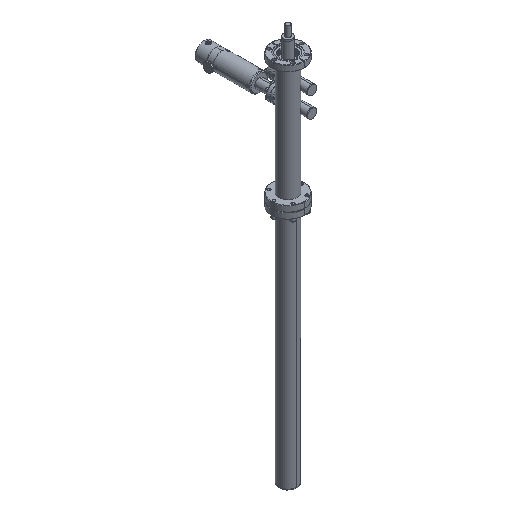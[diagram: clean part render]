
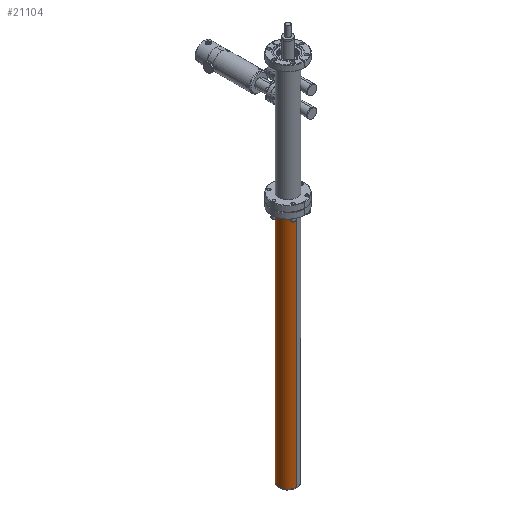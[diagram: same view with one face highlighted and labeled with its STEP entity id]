
A CAD part, isometric view. The second image highlights one B-rep face of the part: STEP entity #21104.
In plain terms, the highlighted cylindrical face has radius 19.05 mm (diameter 38.1 mm), a partial arc.
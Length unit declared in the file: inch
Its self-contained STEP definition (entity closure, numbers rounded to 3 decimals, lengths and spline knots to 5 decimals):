
#11051 = CARTESIAN_POINT ( 'NONE',  ( 0., -0.75, -25.574 ) ) ;
#11060 = CARTESIAN_POINT ( 'NONE',  ( 0., 0.75, -5.496 ) ) ;
#11072 = CARTESIAN_POINT ( 'NONE',  ( 0., 0.75, -25.574 ) ) ;
#11073 = CARTESIAN_POINT ( 'NONE',  ( 0., -0.75, -5.496 ) ) ;
#12587 = EDGE_LOOP ( 'NONE', ( #30406, #30364, #30374, #30376 ) ) ;
#15698 = EDGE_CURVE ( 'NONE', #28401, #28439, #31601, .T. ) ;
#15700 = EDGE_CURVE ( 'NONE', #28437, #28401, #31617, .T. ) ;
#15712 = EDGE_CURVE ( 'NONE', #28417, #28439, #31631, .T. ) ;
#15715 = EDGE_CURVE ( 'NONE', #28437, #28417, #31633, .T. ) ;
#21104 = ADVANCED_FACE ( 'NONE', ( #32206 ), #32207, .T. ) ;
#24880 = AXIS2_PLACEMENT_3D ( 'NONE', #32784, #32785, #32786 ) ;
#24881 = AXIS2_PLACEMENT_3D ( 'NONE', #32837, #32844, #32845 ) ;
#25056 = AXIS2_PLACEMENT_3D ( 'NONE', #33807, #33798, #33797 ) ;
#28401 = VERTEX_POINT ( 'NONE', #11051 ) ;
#28417 = VERTEX_POINT ( 'NONE', #11060 ) ;
#28437 = VERTEX_POINT ( 'NONE', #11072 ) ;
#28439 = VERTEX_POINT ( 'NONE', #11073 ) ;
#30364 = ORIENTED_EDGE ( 'NONE', *, *, #15700, .T. ) ;
#30374 = ORIENTED_EDGE ( 'NONE', *, *, #15698, .T. ) ;
#30376 = ORIENTED_EDGE ( 'NONE', *, *, #15712, .F. ) ;
#30406 = ORIENTED_EDGE ( 'NONE', *, *, #15715, .F. ) ;
#31601 = LINE ( 'NONE', #32779, #31610 ) ;
#31609 = VECTOR ( 'NONE', #32852, 39.37008 ) ;
#31610 = VECTOR ( 'NONE', #32780, 39.37008 ) ;
#31617 = CIRCLE ( 'NONE', #24880, 0.75 ) ;
#31631 = CIRCLE ( 'NONE', #24881, 0.75 ) ;
#31633 = LINE ( 'NONE', #32846, #31609 ) ;
#32206 = FACE_OUTER_BOUND ( 'NONE', #12587, .T. ) ;
#32207 = CYLINDRICAL_SURFACE ( 'NONE', #25056, 0.75 ) ;
#32779 = CARTESIAN_POINT ( 'NONE',  ( 0., -0.75, -25.574 ) ) ;
#32780 = DIRECTION ( 'NONE',  ( 0., 0., 1. ) ) ;
#32784 = CARTESIAN_POINT ( 'NONE',  ( 0., 0., -25.574 ) ) ;
#32785 = DIRECTION ( 'NONE',  ( 0., 0., 1. ) ) ;
#32786 = DIRECTION ( 'NONE',  ( 0., -1., 0. ) ) ;
#32837 = CARTESIAN_POINT ( 'NONE',  ( 0., 0., -5.496 ) ) ;
#32844 = DIRECTION ( 'NONE',  ( 0., 0., 1. ) ) ;
#32845 = DIRECTION ( 'NONE',  ( 0., -1., 0. ) ) ;
#32846 = CARTESIAN_POINT ( 'NONE',  ( 0., 0.75, -25.574 ) ) ;
#32852 = DIRECTION ( 'NONE',  ( 0., 0., 1. ) ) ;
#33797 = DIRECTION ( 'NONE',  ( 0., -1., 0. ) ) ;
#33798 = DIRECTION ( 'NONE',  ( 0., 0., 1. ) ) ;
#33807 = CARTESIAN_POINT ( 'NONE',  ( 0., 0., -25.574 ) ) ;
